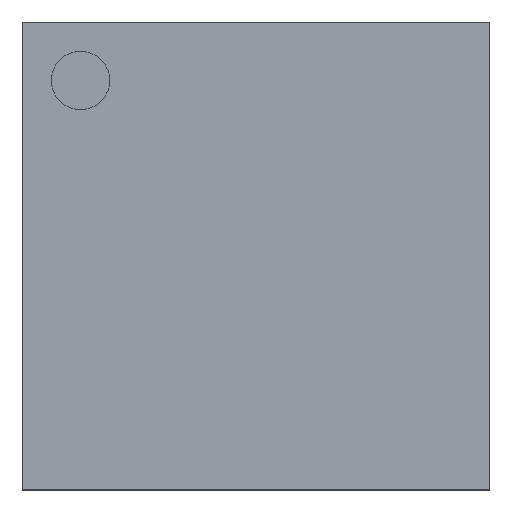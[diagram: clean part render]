
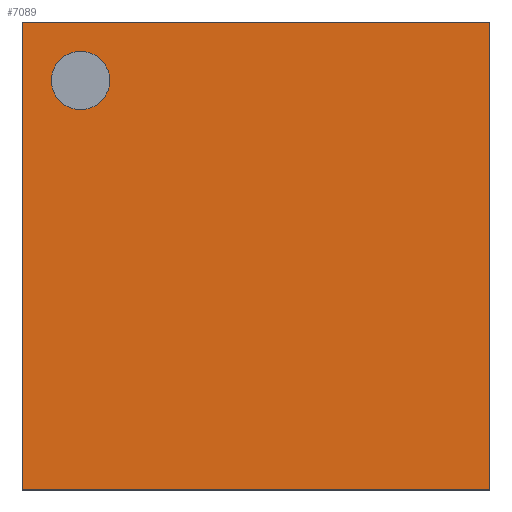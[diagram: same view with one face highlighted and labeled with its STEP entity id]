
A CAD part, top view. The second image highlights one B-rep face of the part: STEP entity #7089.
In plain terms, the highlighted planar face has unit normal (0, 0, 1).
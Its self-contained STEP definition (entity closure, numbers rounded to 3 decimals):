
#7022=EDGE_CURVE('',#7023,#7025,#7027,.T.);
#7023=VERTEX_POINT('',#7024);
#7024=CARTESIAN_POINT('',(-4.0,-4.0,1.35));
#7025=VERTEX_POINT('',#7026);
#7026=CARTESIAN_POINT('',(-4.0,4.0,1.35));
#7027=LINE('',#7028,#7029);
#7028=CARTESIAN_POINT('',(-4.0,-4.0,1.35));
#7029=VECTOR('',#7030,1.0);
#7030=DIRECTION('',(0.0,1.0,0.0));
#7065=VERTEX_POINT('',#7066);
#7066=CARTESIAN_POINT('',(4.0,-4.0,1.35));
#7072=EDGE_CURVE('',#7065,#7023,#7073,.F.);
#7073=LINE('',#7074,#7075);
#7074=CARTESIAN_POINT('',(-4.0,-4.0,1.35));
#7075=VECTOR('',#7076,1.0);
#7076=DIRECTION('',(1.0,0.0,0.0));
#7089=ADVANCED_FACE('',(#7090,#7108),#7119,.T.);
#7090=FACE_BOUND('',#7091,.T.);
#7091=EDGE_LOOP('',(#7092,#7093,#7094,#7102));
#7092=ORIENTED_EDGE('',*,*,#7022,.F.);
#7093=ORIENTED_EDGE('',*,*,#7072,.F.);
#7094=ORIENTED_EDGE('',*,*,#7095,.T.);
#7095=EDGE_CURVE('',#7065,#7096,#7098,.T.);
#7096=VERTEX_POINT('',#7097);
#7097=CARTESIAN_POINT('',(4.0,4.0,1.35));
#7098=LINE('',#7099,#7100);
#7099=CARTESIAN_POINT('',(4.0,-4.0,1.35));
#7100=VECTOR('',#7101,1.0);
#7101=DIRECTION('',(0.0,1.0,0.0));
#7102=ORIENTED_EDGE('',*,*,#7103,.T.);
#7103=EDGE_CURVE('',#7096,#7025,#7104,.F.);
#7104=LINE('',#7105,#7106);
#7105=CARTESIAN_POINT('',(-4.0,4.0,1.35));
#7106=VECTOR('',#7107,1.0);
#7107=DIRECTION('',(1.0,0.0,0.0));
#7108=FACE_BOUND('',#7109,.T.);
#7109=EDGE_LOOP('',(#7110));
#7110=ORIENTED_EDGE('',*,*,#7111,.T.);
#7111=EDGE_CURVE('',#7112,#7112,#7114,.F.);
#7112=VERTEX_POINT('',#7113);
#7113=CARTESIAN_POINT('',(-2.5,3.0,1.35));
#7114=CIRCLE('',#7115,0.5);
#7115=AXIS2_PLACEMENT_3D('',#7116,#7117,#7118);
#7116=CARTESIAN_POINT('',(-3.0,3.0,1.35));
#7117=DIRECTION('',(0.0,0.0,1.0));
#7118=DIRECTION('',(1.0,0.0,0.0));
#7119=PLANE('',#7120);
#7120=AXIS2_PLACEMENT_3D('',#7121,#7122,#7123);
#7121=CARTESIAN_POINT('',(-4.0,-4.0,1.35));
#7122=DIRECTION('',(0.0,0.0,1.0));
#7123=DIRECTION('',(1.0,0.0,0.0));
